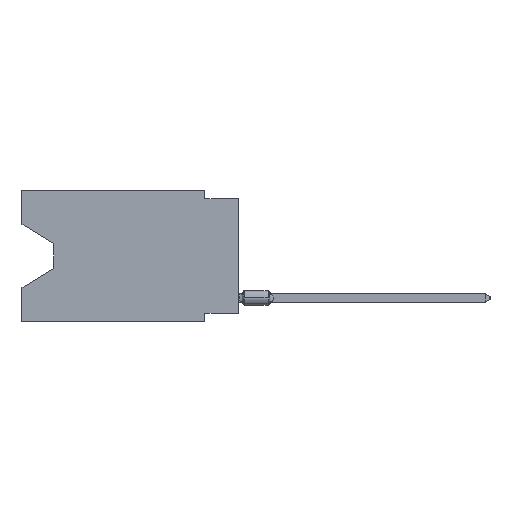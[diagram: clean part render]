
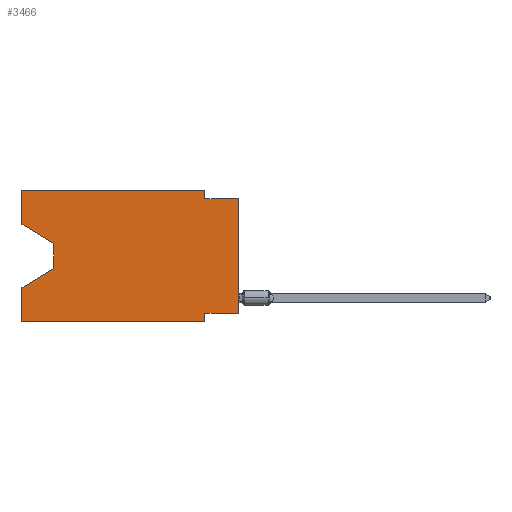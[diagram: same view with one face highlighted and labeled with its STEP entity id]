
A CAD part, left-side view. The second image highlights one B-rep face of the part: STEP entity #3466.
In plain terms, the highlighted planar face has unit normal (-1, 0, 0).
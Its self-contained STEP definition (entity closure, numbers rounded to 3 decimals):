
#101 = CARTESIAN_POINT ( 'NONE',  ( 0., 16.383, -7.36 ) ) ;
#121 = VECTOR ( 'NONE', #31816, 1000. ) ;
#564 = VECTOR ( 'NONE', #4540, 1000. ) ;
#1531 = VECTOR ( 'NONE', #48722, 1000. ) ;
#1545 = ORIENTED_EDGE ( 'NONE', *, *, #45598, .T. ) ;
#1662 = VECTOR ( 'NONE', #28857, 1000. ) ;
#2393 = LINE ( 'NONE', #21564, #1662 ) ;
#2542 = ORIENTED_EDGE ( 'NONE', *, *, #43114, .T. ) ;
#2946 = DIRECTION ( 'NONE',  ( 0., 0., -1. ) ) ;
#2947 = CARTESIAN_POINT ( 'NONE',  ( 0., 16.383, -9.906 ) ) ;
#3466 = ADVANCED_FACE ( 'NONE', ( #37446 ), #6723, .F. ) ;
#3671 = ORIENTED_EDGE ( 'NONE', *, *, #34153, .F. ) ;
#4001 = AXIS2_PLACEMENT_3D ( 'NONE', #34669, #14552, #2946 ) ;
#4021 = DIRECTION ( 'NONE',  ( 0., -1., 0. ) ) ;
#4222 = EDGE_LOOP ( 'NONE', ( #2542, #13855, #43082, #34634, #1545, #8840, #16987, #33824, #3671, #8388, #11023, #49803 ) ) ;
#4540 = DIRECTION ( 'NONE',  ( 0., 0., -1. ) ) ;
#5256 = EDGE_CURVE ( 'NONE', #29241, #12935, #42902, .T. ) ;
#6723 = PLANE ( 'NONE',  #4001 ) ;
#7215 = VECTOR ( 'NONE', #28069, 1000. ) ;
#7542 = VERTEX_POINT ( 'NONE', #49339 ) ;
#8011 = CARTESIAN_POINT ( 'NONE',  ( 0., 2.54, -9.906 ) ) ;
#8388 = ORIENTED_EDGE ( 'NONE', *, *, #45777, .F. ) ;
#8840 = ORIENTED_EDGE ( 'NONE', *, *, #39428, .F. ) ;
#9131 = CARTESIAN_POINT ( 'NONE',  ( 0., 16.383, -2.546 ) ) ;
#9744 = CARTESIAN_POINT ( 'NONE',  ( 0., 0., -9.271 ) ) ;
#10196 = CARTESIAN_POINT ( 'NONE',  ( 0., 2.54, 0. ) ) ;
#11023 = ORIENTED_EDGE ( 'NONE', *, *, #5256, .F. ) ;
#12101 = LINE ( 'NONE', #27721, #564 ) ;
#12935 = VERTEX_POINT ( 'NONE', #29764 ) ;
#13110 = CARTESIAN_POINT ( 'NONE',  ( 0., 16.383, -2.546 ) ) ;
#13787 = DIRECTION ( 'NONE',  ( 0., 0., -1. ) ) ;
#13855 = ORIENTED_EDGE ( 'NONE', *, *, #35988, .T. ) ;
#14470 = DIRECTION ( 'NONE',  ( 0., 0., 1. ) ) ;
#14552 = DIRECTION ( 'NONE',  ( 1., 0., 0. ) ) ;
#14812 = VERTEX_POINT ( 'NONE', #33781 ) ;
#15619 = CARTESIAN_POINT ( 'NONE',  ( 0., 16.383, -9.906 ) ) ;
#16801 = EDGE_CURVE ( 'NONE', #42299, #22430, #35380, .T. ) ;
#16987 = ORIENTED_EDGE ( 'NONE', *, *, #28836, .F. ) ;
#18423 = VECTOR ( 'NONE', #4021, 1000. ) ;
#18665 = VECTOR ( 'NONE', #24354, 1000. ) ;
#18803 = VECTOR ( 'NONE', #34202, 1000. ) ;
#18951 = EDGE_CURVE ( 'NONE', #44161, #20268, #29088, .T. ) ;
#19492 = CARTESIAN_POINT ( 'NONE',  ( 0., 0., -0.635 ) ) ;
#19902 = LINE ( 'NONE', #15619, #18423 ) ;
#20268 = VERTEX_POINT ( 'NONE', #101 ) ;
#20282 = CARTESIAN_POINT ( 'NONE',  ( 0., 0., -9.271 ) ) ;
#21564 = CARTESIAN_POINT ( 'NONE',  ( 0., 16.383, 0. ) ) ;
#22063 = EDGE_CURVE ( 'NONE', #39607, #20268, #26917, .T. ) ;
#22430 = VERTEX_POINT ( 'NONE', #19492 ) ;
#23793 = CARTESIAN_POINT ( 'NONE',  ( 0., 16.383, 0. ) ) ;
#24104 = LINE ( 'NONE', #28123, #18665 ) ;
#24354 = DIRECTION ( 'NONE',  ( 0., -1., 0. ) ) ;
#24518 = DIRECTION ( 'NONE',  ( 0., -0.855, -0.519 ) ) ;
#24729 = VECTOR ( 'NONE', #44656, 1000. ) ;
#26917 = LINE ( 'NONE', #41745, #18803 ) ;
#27721 = CARTESIAN_POINT ( 'NONE',  ( 0., 2.54, -9.906 ) ) ;
#28069 = DIRECTION ( 'NONE',  ( 0., 1., 0. ) ) ;
#28123 = CARTESIAN_POINT ( 'NONE',  ( 0., 0., -0.635 ) ) ;
#28836 = EDGE_CURVE ( 'NONE', #42299, #32524, #46439, .T. ) ;
#28857 = DIRECTION ( 'NONE',  ( 0., 0., 1. ) ) ;
#29088 = LINE ( 'NONE', #33363, #44154 ) ;
#29241 = VERTEX_POINT ( 'NONE', #34825 ) ;
#29326 = CARTESIAN_POINT ( 'NONE',  ( 0., 0., 0. ) ) ;
#29764 = CARTESIAN_POINT ( 'NONE',  ( 0., 2.54, 0. ) ) ;
#31816 = DIRECTION ( 'NONE',  ( 0., -1., 0. ) ) ;
#32524 = VERTEX_POINT ( 'NONE', #38512 ) ;
#33066 = EDGE_CURVE ( 'NONE', #49699, #29241, #2393, .T. ) ;
#33363 = CARTESIAN_POINT ( 'NONE',  ( 0., 16.383, 0. ) ) ;
#33781 = CARTESIAN_POINT ( 'NONE',  ( 0., 2.54, -0.635 ) ) ;
#33824 = ORIENTED_EDGE ( 'NONE', *, *, #16801, .T. ) ;
#34153 = EDGE_CURVE ( 'NONE', #14812, #22430, #24104, .T. ) ;
#34202 = DIRECTION ( 'NONE',  ( 0., 0.855, -0.519 ) ) ;
#34564 = VERTEX_POINT ( 'NONE', #8011 ) ;
#34634 = ORIENTED_EDGE ( 'NONE', *, *, #18951, .F. ) ;
#34669 = CARTESIAN_POINT ( 'NONE',  ( 0., 16.383, 0. ) ) ;
#34825 = CARTESIAN_POINT ( 'NONE',  ( 0., 16.383, 0. ) ) ;
#35380 = LINE ( 'NONE', #29326, #24729 ) ;
#35988 = EDGE_CURVE ( 'NONE', #7542, #39607, #43986, .T. ) ;
#37446 = FACE_OUTER_BOUND ( 'NONE', #4222, .T. ) ;
#38512 = CARTESIAN_POINT ( 'NONE',  ( 0., 2.54, -9.271 ) ) ;
#39399 = VECTOR ( 'NONE', #24518, 1000. ) ;
#39428 = EDGE_CURVE ( 'NONE', #32524, #34564, #12101, .T. ) ;
#39607 = VERTEX_POINT ( 'NONE', #45626 ) ;
#41745 = CARTESIAN_POINT ( 'NONE',  ( 0., 13.97, -5.893 ) ) ;
#42299 = VERTEX_POINT ( 'NONE', #9744 ) ;
#42902 = LINE ( 'NONE', #23793, #121 ) ;
#43082 = ORIENTED_EDGE ( 'NONE', *, *, #22063, .T. ) ;
#43114 = EDGE_CURVE ( 'NONE', #49699, #7542, #47382, .T. ) ;
#43550 = VECTOR ( 'NONE', #13787, 1000. ) ;
#43986 = LINE ( 'NONE', #48009, #43550 ) ;
#44154 = VECTOR ( 'NONE', #14470, 1000. ) ;
#44161 = VERTEX_POINT ( 'NONE', #2947 ) ;
#44656 = DIRECTION ( 'NONE',  ( 0., 0., 1. ) ) ;
#45598 = EDGE_CURVE ( 'NONE', #44161, #34564, #19902, .T. ) ;
#45626 = CARTESIAN_POINT ( 'NONE',  ( 0., 13.97, -5.893 ) ) ;
#45777 = EDGE_CURVE ( 'NONE', #12935, #14812, #48477, .T. ) ;
#46439 = LINE ( 'NONE', #20282, #7215 ) ;
#47382 = LINE ( 'NONE', #9131, #39399 ) ;
#48009 = CARTESIAN_POINT ( 'NONE',  ( 0., 13.97, -4.013 ) ) ;
#48477 = LINE ( 'NONE', #10196, #1531 ) ;
#48722 = DIRECTION ( 'NONE',  ( 0., 0., -1. ) ) ;
#49339 = CARTESIAN_POINT ( 'NONE',  ( 0., 13.97, -4.013 ) ) ;
#49699 = VERTEX_POINT ( 'NONE', #13110 ) ;
#49803 = ORIENTED_EDGE ( 'NONE', *, *, #33066, .F. ) ;
